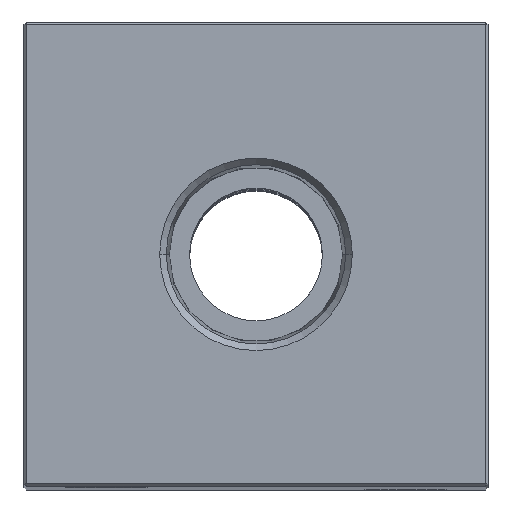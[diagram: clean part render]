
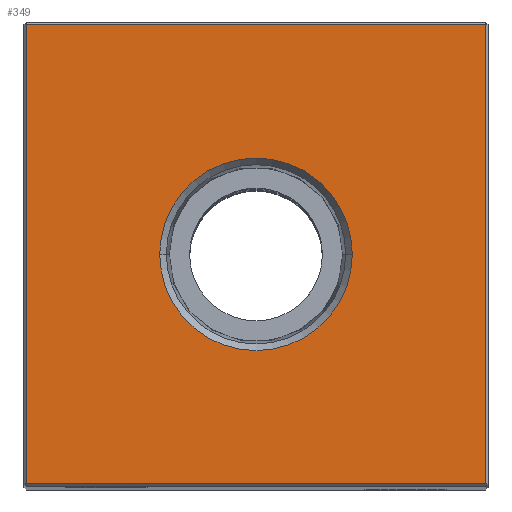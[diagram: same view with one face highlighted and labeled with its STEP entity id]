
A CAD part, top view. The second image highlights one B-rep face of the part: STEP entity #349.
In plain terms, the highlighted planar face has unit normal (0, 0, 1).
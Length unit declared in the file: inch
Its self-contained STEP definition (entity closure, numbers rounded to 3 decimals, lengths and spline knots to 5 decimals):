
#222 = EDGE_LOOP ( 'NONE', ( #20717, #4209, #17731, #14800 ) ) ;
#349 = ADVANCED_FACE ( 'NONE', ( #7258, #13008 ), #7134, .F. ) ;
#646 = DIRECTION ( 'NONE',  ( 1., 0., 0. ) ) ;
#1520 = DIRECTION ( 'NONE',  ( 1., 0., 0. ) ) ;
#1709 = CARTESIAN_POINT ( 'NONE',  ( 0.865, 0., 7.25 ) ) ;
#2521 = CARTESIAN_POINT ( 'NONE',  ( 0., 0., 7.25 ) ) ;
#4209 = ORIENTED_EDGE ( 'NONE', *, *, #20185, .T. ) ;
#5457 = DIRECTION ( 'NONE',  ( 0., 1., 0. ) ) ;
#7134 = PLANE ( 'NONE',  #18732 ) ;
#7258 = FACE_OUTER_BOUND ( 'NONE', #222, .T. ) ;
#7397 = VERTEX_POINT ( 'NONE', #14484 ) ;
#7639 = LINE ( 'NONE', #20758, #21582 ) ;
#7949 = DIRECTION ( 'NONE',  ( 0., 0., 1. ) ) ;
#8900 = DIRECTION ( 'NONE',  ( 0., 0., -1. ) ) ;
#9028 = LINE ( 'NONE', #13150, #21241 ) ;
#9116 = CIRCLE ( 'NONE', #15104, 0.3626 ) ;
#10570 = VERTEX_POINT ( 'NONE', #14149 ) ;
#11149 = DIRECTION ( 'NONE',  ( -1., 0., 0. ) ) ;
#13008 = FACE_BOUND ( 'NONE', #23066, .T. ) ;
#13133 = CARTESIAN_POINT ( 'NONE',  ( 0., 0., 7.25 ) ) ;
#13150 = CARTESIAN_POINT ( 'NONE',  ( 0., 0.865, 7.25 ) ) ;
#14149 = CARTESIAN_POINT ( 'NONE',  ( -0.865, -0.865, 7.25 ) ) ;
#14484 = CARTESIAN_POINT ( 'NONE',  ( 0.865, -0.865, 7.25 ) ) ;
#14509 = VERTEX_POINT ( 'NONE', #18001 ) ;
#14800 = ORIENTED_EDGE ( 'NONE', *, *, #18373, .T. ) ;
#15020 = DIRECTION ( 'NONE',  ( 0., -1., 0. ) ) ;
#15048 = VERTEX_POINT ( 'NONE', #21038 ) ;
#15104 = AXIS2_PLACEMENT_3D ( 'NONE', #22817, #7949, #20824 ) ;
#15492 = EDGE_CURVE ( 'NONE', #14509, #10570, #7639, .T. ) ;
#15851 = ORIENTED_EDGE ( 'NONE', *, *, #23101, .F. ) ;
#16438 = LINE ( 'NONE', #20181, #22835 ) ;
#16672 = AXIS2_PLACEMENT_3D ( 'NONE', #2521, #23277, #646 ) ;
#16725 = LINE ( 'NONE', #1709, #20275 ) ;
#17214 = VERTEX_POINT ( 'NONE', #20051 ) ;
#17731 = ORIENTED_EDGE ( 'NONE', *, *, #22173, .T. ) ;
#17876 = CARTESIAN_POINT ( 'NONE',  ( 0.3626, 0., 7.25 ) ) ;
#18001 = CARTESIAN_POINT ( 'NONE',  ( -0.865, 0.865, 7.25 ) ) ;
#18373 = EDGE_CURVE ( 'NONE', #17214, #14509, #9028, .T. ) ;
#18732 = AXIS2_PLACEMENT_3D ( 'NONE', #13133, #8900, #24134 ) ;
#19506 = VERTEX_POINT ( 'NONE', #17876 ) ;
#20051 = CARTESIAN_POINT ( 'NONE',  ( 0.865, 0.865, 7.25 ) ) ;
#20181 = CARTESIAN_POINT ( 'NONE',  ( 0., -0.865, 7.25 ) ) ;
#20185 = EDGE_CURVE ( 'NONE', #10570, #7397, #16438, .T. ) ;
#20275 = VECTOR ( 'NONE', #5457, 39.37008 ) ;
#20717 = ORIENTED_EDGE ( 'NONE', *, *, #15492, .T. ) ;
#20758 = CARTESIAN_POINT ( 'NONE',  ( -0.865, 0., 7.25 ) ) ;
#20824 = DIRECTION ( 'NONE',  ( 1., 0., 0. ) ) ;
#21038 = CARTESIAN_POINT ( 'NONE',  ( -0.3626, 0., 7.25 ) ) ;
#21241 = VECTOR ( 'NONE', #11149, 39.37008 ) ;
#21508 = ORIENTED_EDGE ( 'NONE', *, *, #21699, .F. ) ;
#21582 = VECTOR ( 'NONE', #15020, 39.37008 ) ;
#21699 = EDGE_CURVE ( 'NONE', #15048, #19506, #22637, .T. ) ;
#22173 = EDGE_CURVE ( 'NONE', #7397, #17214, #16725, .T. ) ;
#22637 = CIRCLE ( 'NONE', #16672, 0.3626 ) ;
#22817 = CARTESIAN_POINT ( 'NONE',  ( 0., 0., 7.25 ) ) ;
#22835 = VECTOR ( 'NONE', #1520, 39.37008 ) ;
#23066 = EDGE_LOOP ( 'NONE', ( #15851, #21508 ) ) ;
#23101 = EDGE_CURVE ( 'NONE', #19506, #15048, #9116, .T. ) ;
#23277 = DIRECTION ( 'NONE',  ( 0., 0., 1. ) ) ;
#24134 = DIRECTION ( 'NONE',  ( -1., 0., 0. ) ) ;
